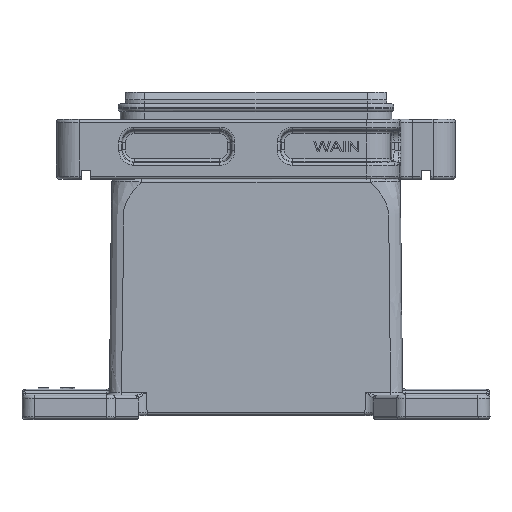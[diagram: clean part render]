
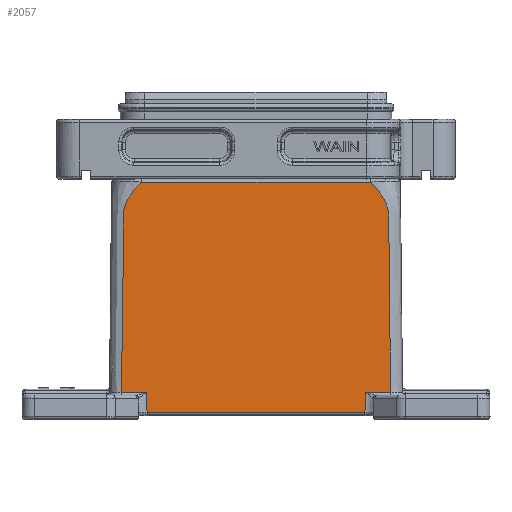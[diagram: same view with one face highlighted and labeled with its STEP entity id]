
A CAD part, top view. The second image highlights one B-rep face of the part: STEP entity #2057.
In plain terms, the highlighted planar face has unit normal (0, 0.011, 1).
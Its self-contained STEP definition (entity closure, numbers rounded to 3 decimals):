
#2057=ADVANCED_FACE('NONE',(#3892),#3224,.T.);
#3224=PLANE('',#22228);
#3892=FACE_OUTER_BOUND('',#5152,.T.);
#5152=EDGE_LOOP('',(#10383,#10384,#10385,#10386,#10387,#10388,#10389,#10390));
#6477=LINE('',#31111,#7980);
#6478=LINE('',#31126,#7981);
#6541=LINE('',#31795,#8044);
#6543=LINE('',#31806,#8046);
#6544=LINE('',#31837,#8047);
#7980=VECTOR('',#24337,1.);
#7981=VECTOR('',#24340,1.);
#8044=VECTOR('',#24527,1.);
#8046=VECTOR('',#24533,1.);
#8047=VECTOR('',#24534,1.);
#10383=ORIENTED_EDGE('',*,*,#18348,.T.);
#10384=ORIENTED_EDGE('',*,*,#18351,.F.);
#10385=ORIENTED_EDGE('',*,*,#18352,.T.);
#10386=ORIENTED_EDGE('',*,*,#18198,.T.);
#10387=ORIENTED_EDGE('',*,*,#18353,.F.);
#10388=ORIENTED_EDGE('',*,*,#18354,.F.);
#10389=ORIENTED_EDGE('',*,*,#18355,.F.);
#10390=ORIENTED_EDGE('',*,*,#18200,.T.);
#16056=VERTEX_POINT('',#31078);
#16059=VERTEX_POINT('',#31110);
#16060=VERTEX_POINT('',#31112);
#16061=VERTEX_POINT('',#31127);
#16139=VERTEX_POINT('',#31794);
#16141=VERTEX_POINT('',#31807);
#16142=VERTEX_POINT('',#31836);
#16143=VERTEX_POINT('',#31838);
#18198=EDGE_CURVE('NONE',#16060,#16059,#6477,.T.);
#18200=EDGE_CURVE('NONE',#16061,#16056,#6478,.T.);
#18348=EDGE_CURVE('NONE',#16056,#16139,#6541,.T.);
#18351=EDGE_CURVE('NONE',#16141,#16139,#6543,.T.);
#18352=EDGE_CURVE('NONE',#16141,#16060,#21231,.T.);
#18353=EDGE_CURVE('NONE',#16142,#16059,#21232,.T.);
#18354=EDGE_CURVE('NONE',#16143,#16142,#6544,.T.);
#18355=EDGE_CURVE('NONE',#16061,#16143,#21233,.T.);
#21231=B_SPLINE_CURVE_WITH_KNOTS('',3,(#31808,#31809,#31810,#31811),
 .UNSPECIFIED.,.F.,.F.,(4,4),(0.,1.),.UNSPECIFIED.);
#21232=B_SPLINE_CURVE_WITH_KNOTS('',3,(#31812,#31813,#31814,#31815,#31816,
#31817,#31818,#31819,#31820,#31821,#31822,#31823,#31824,#31825,#31826,#31827,
#31828,#31829,#31830,#31831,#31832,#31833,#31834,#31835),.UNSPECIFIED.,
 .F.,.F.,(4,2,2,2,2,2,2,2,2,2,2,4),(0.,0.063,0.094,0.125,0.156,0.172,
0.188,0.203,0.219,0.25,0.5,1.),.UNSPECIFIED.);
#21233=B_SPLINE_CURVE_WITH_KNOTS('',3,(#31839,#31840,#31841,#31842,#31843,
#31844,#31845,#31846,#31847,#31848,#31849,#31850,#31851,#31852,#31853,#31854,
#31855,#31856,#31857,#31858,#31859,#31860,#31861,#31862,#31863,#31864,#31865,
#31866,#31867,#31868,#31869,#31870,#31871,#31872,#31873,#31874,#31875,#31876,
#31877,#31878,#31879,#31880,#31881,#31882,#31883,#31884,#31885,#31886,#31887,
#31888),.UNSPECIFIED.,.F.,.F.,(4,2,1,1,1,1,1,1,2,2,2,2,2,1,2,2,2,2,2,2,
1,2,2,2,2,2,2,2,4),(0.,0.5,0.625,0.688,
0.719,0.734,0.742,0.746,
0.748,0.75,0.781,0.797,
0.805,0.809,0.811,0.813,
0.828,0.844,0.859,0.867,
0.871,0.873,0.875,0.891,
0.898,0.902,0.906,0.938,
1.),.UNSPECIFIED.);
#22228=AXIS2_PLACEMENT_3D('',#31889,#24535,#24536);
#24337=DIRECTION('',(1.,0.,0.));
#24340=DIRECTION('',(1.,0.,0.));
#24527=DIRECTION('',(0.014,-1.,0.01));
#24533=DIRECTION('',(-1.,0.,0.));
#24534=DIRECTION('',(1.,0.,0.));
#24535=DIRECTION('',(0.,0.01,1.));
#24536=DIRECTION('',(0.,-1.,0.01));
#31078=CARTESIAN_POINT('',(-36.409,8.99,29.744));
#31110=CARTESIAN_POINT('',(44.844,8.99,29.744));
#31111=CARTESIAN_POINT('',(-51.412,8.99,29.744));
#31112=CARTESIAN_POINT('',(36.409,8.99,29.744));
#31126=CARTESIAN_POINT('',(-51.412,8.99,29.744));
#31127=CARTESIAN_POINT('',(-44.844,8.99,29.744));
#31794=CARTESIAN_POINT('',(-36.314,2.31,29.814));
#31795=CARTESIAN_POINT('',(-36.409,8.99,29.744));
#31806=CARTESIAN_POINT('',(-39.425,2.31,29.814));
#31807=CARTESIAN_POINT('',(36.314,2.31,29.814));
#31808=CARTESIAN_POINT('',(36.314,2.31,29.814));
#31809=CARTESIAN_POINT('',(36.345,4.537,29.79));
#31810=CARTESIAN_POINT('',(36.377,6.763,29.767));
#31811=CARTESIAN_POINT('',(36.409,8.99,29.744));
#31812=CARTESIAN_POINT('',(38.086,79.01,29.01));
#31813=CARTESIAN_POINT('',(39.109,78.066,29.02));
#31814=CARTESIAN_POINT('',(40.086,77.05,29.031));
#31815=CARTESIAN_POINT('',(41.408,75.37,29.048));
#31816=CARTESIAN_POINT('',(41.824,74.784,29.055));
#31817=CARTESIAN_POINT('',(42.585,73.553,29.068));
#31818=CARTESIAN_POINT('',(42.931,72.907,29.074));
#31819=CARTESIAN_POINT('',(43.519,71.556,29.088));
#31820=CARTESIAN_POINT('',(43.761,70.851,29.096));
#31821=CARTESIAN_POINT('',(44.019,69.757,29.107));
#31822=CARTESIAN_POINT('',(44.087,69.387,29.111));
#31823=CARTESIAN_POINT('',(44.186,68.64,29.119));
#31824=CARTESIAN_POINT('',(44.214,68.263,29.123));
#31825=CARTESIAN_POINT('',(44.237,67.508,29.131));
#31826=CARTESIAN_POINT('',(44.235,67.131,29.135));
#31827=CARTESIAN_POINT('',(44.242,66.376,29.143));
#31828=CARTESIAN_POINT('',(44.247,65.998,29.147));
#31829=CARTESIAN_POINT('',(44.259,64.865,29.158));
#31830=CARTESIAN_POINT('',(44.267,64.11,29.166));
#31831=CARTESIAN_POINT('',(44.338,57.315,29.238));
#31832=CARTESIAN_POINT('',(44.401,51.274,29.301));
#31833=CARTESIAN_POINT('',(44.591,33.152,29.491));
#31834=CARTESIAN_POINT('',(44.717,21.071,29.617));
#31835=CARTESIAN_POINT('',(44.844,8.99,29.744));
#31836=CARTESIAN_POINT('',(38.086,79.01,29.01));
#31837=CARTESIAN_POINT('',(-45.153,79.01,29.01));
#31838=CARTESIAN_POINT('',(-38.086,79.01,29.01));
#31839=CARTESIAN_POINT('',(-44.844,8.99,29.744));
#31840=CARTESIAN_POINT('',(-44.718,20.981,29.618));
#31841=CARTESIAN_POINT('',(-44.592,32.972,29.492));
#31842=CARTESIAN_POINT('',(-44.436,47.961,29.336));
#31843=CARTESIAN_POINT('',(-44.389,52.458,29.288));
#31844=CARTESIAN_POINT('',(-44.334,57.704,29.233));
#31845=CARTESIAN_POINT('',(-44.306,60.328,29.206));
#31846=CARTESIAN_POINT('',(-44.293,61.639,29.192));
#31847=CARTESIAN_POINT('',(-44.286,62.295,29.185));
#31848=CARTESIAN_POINT('',(-44.282,62.623,29.182));
#31849=CARTESIAN_POINT('',(-44.281,62.763,29.181));
#31850=CARTESIAN_POINT('',(-44.28,62.857,29.18));
#31851=CARTESIAN_POINT('',(-44.28,62.864,29.179));
#31852=CARTESIAN_POINT('',(-44.264,64.338,29.164));
#31853=CARTESIAN_POINT('',(-44.253,65.406,29.153));
#31854=CARTESIAN_POINT('',(-44.242,66.53,29.141));
#31855=CARTESIAN_POINT('',(-44.239,66.825,29.138));
#31856=CARTESIAN_POINT('',(-44.236,67.148,29.135));
#31857=CARTESIAN_POINT('',(-44.235,67.236,29.134));
#31858=CARTESIAN_POINT('',(-44.234,67.338,29.133));
#31859=CARTESIAN_POINT('',(-44.233,67.381,29.132));
#31860=CARTESIAN_POINT('',(-44.233,67.413,29.132));
#31861=CARTESIAN_POINT('',(-44.233,67.432,29.132));
#31862=CARTESIAN_POINT('',(-44.233,67.398,29.132));
#31863=CARTESIAN_POINT('',(-44.229,67.842,29.127));
#31864=CARTESIAN_POINT('',(-44.208,68.228,29.123));
#31865=CARTESIAN_POINT('',(-44.142,68.975,29.115));
#31866=CARTESIAN_POINT('',(-44.085,69.386,29.111));
#31867=CARTESIAN_POINT('',(-43.97,69.981,29.104));
#31868=CARTESIAN_POINT('',(-43.892,70.312,29.101));
#31869=CARTESIAN_POINT('',(-43.737,70.853,29.094));
#31870=CARTESIAN_POINT('',(-43.678,71.04,29.092));
#31871=CARTESIAN_POINT('',(-43.579,71.332,29.089));
#31872=CARTESIAN_POINT('',(-43.527,71.48,29.087));
#31873=CARTESIAN_POINT('',(-43.47,71.632,29.085));
#31874=CARTESIAN_POINT('',(-43.431,71.733,29.084));
#31875=CARTESIAN_POINT('',(-43.398,71.817,29.083));
#31876=CARTESIAN_POINT('',(-43.329,71.991,29.081));
#31877=CARTESIAN_POINT('',(-43.225,72.243,29.078));
#31878=CARTESIAN_POINT('',(-42.986,72.754,29.072));
#31879=CARTESIAN_POINT('',(-42.892,72.946,29.07));
#31880=CARTESIAN_POINT('',(-42.727,73.264,29.067));
#31881=CARTESIAN_POINT('',(-42.667,73.375,29.066));
#31882=CARTESIAN_POINT('',(-42.539,73.606,29.063));
#31883=CARTESIAN_POINT('',(-42.445,73.769,29.061));
#31884=CARTESIAN_POINT('',(-42.005,74.512,29.053));
#31885=CARTESIAN_POINT('',(-41.576,75.138,29.046));
#31886=CARTESIAN_POINT('',(-40.256,76.86,29.028));
#31887=CARTESIAN_POINT('',(-39.229,77.96,29.017));
#31888=CARTESIAN_POINT('',(-38.086,79.01,29.01));
#31889=CARTESIAN_POINT('',(-51.412,80.,29.));
